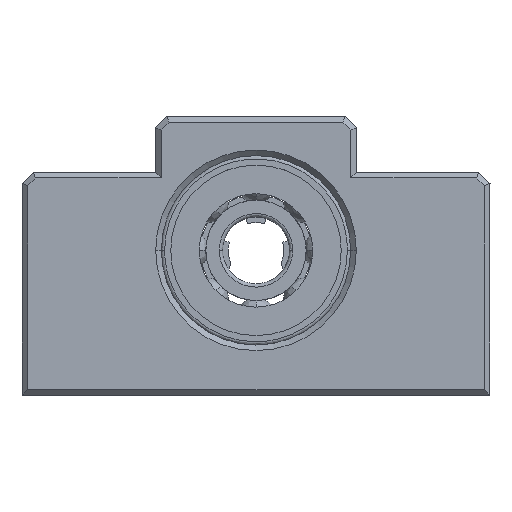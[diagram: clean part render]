
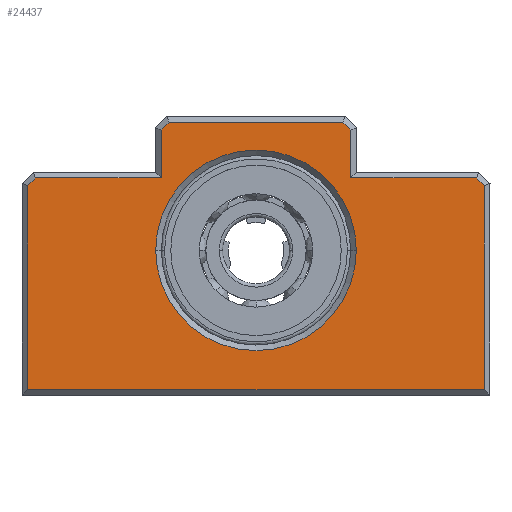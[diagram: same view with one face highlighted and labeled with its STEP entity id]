
A CAD part, top view. The second image highlights one B-rep face of the part: STEP entity #24437.
In plain terms, the highlighted planar face has unit normal (0, 0, 1).
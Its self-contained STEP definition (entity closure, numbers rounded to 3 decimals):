
#234 = EDGE_CURVE ( 'NONE', #6292, #19613, #26181, .T. ) ;
#723 = LINE ( 'NONE', #17732, #19698 ) ;
#1005 = VERTEX_POINT ( 'NONE', #13163 ) ;
#1540 = CARTESIAN_POINT ( 'NONE',  ( -42.641, -13.945, 6. ) ) ;
#1580 = EDGE_CURVE ( 'NONE', #17319, #16706, #14046, .T. ) ;
#1726 = ORIENTED_EDGE ( 'NONE', *, *, #11456, .T. ) ;
#1888 = LINE ( 'NONE', #14698, #24529 ) ;
#2013 = VERTEX_POINT ( 'NONE', #19112 ) ;
#2521 = FACE_OUTER_BOUND ( 'NONE', #13116, .T. ) ;
#2733 = CARTESIAN_POINT ( 'NONE',  ( -1.641, -13.945, 6. ) ) ;
#3003 = LINE ( 'NONE', #14830, #27097 ) ;
#3207 = EDGE_CURVE ( 'NONE', #19613, #3944, #22425, .T. ) ;
#3282 = CARTESIAN_POINT ( 'NONE',  ( -42.641, -13.945, 6. ) ) ;
#3343 = CARTESIAN_POINT ( 'NONE',  ( -42.641, -1.945, 6. ) ) ;
#3532 = ORIENTED_EDGE ( 'NONE', *, *, #29924, .T. ) ;
#3597 = PLANE ( 'NONE',  #29501 ) ;
#3656 = LINE ( 'NONE', #29588, #7674 ) ;
#3703 = DIRECTION ( 'NONE',  ( 0., -1., 0. ) ) ;
#3743 = VERTEX_POINT ( 'NONE', #24451 ) ;
#3944 = VERTEX_POINT ( 'NONE', #7057 ) ;
#4572 = CIRCLE ( 'NONE', #8671, 9. ) ;
#4867 = DIRECTION ( 'NONE',  ( 0., 0., 1. ) ) ;
#5268 = DIRECTION ( 'NONE',  ( 1., 0., 0. ) ) ;
#5658 = CARTESIAN_POINT ( 'NONE',  ( -30.641, -1.945, 6. ) ) ;
#5676 = CARTESIAN_POINT ( 'NONE',  ( -41.934, 5.055, 6. ) ) ;
#5803 = DIRECTION ( 'NONE',  ( 0., 1., 0. ) ) ;
#6097 = EDGE_LOOP ( 'NONE', ( #19705, #13432 ) ) ;
#6292 = VERTEX_POINT ( 'NONE', #26394 ) ;
#6298 = EDGE_CURVE ( 'NONE', #15025, #13247, #6546, .T. ) ;
#6546 = LINE ( 'NONE', #3343, #17055 ) ;
#6920 = DIRECTION ( 'NONE',  ( -1., 0., 0. ) ) ;
#7057 = CARTESIAN_POINT ( 'NONE',  ( -41.934, 5.055, 6. ) ) ;
#7674 = VECTOR ( 'NONE', #20061, 1000. ) ;
#8333 = DIRECTION ( 'NONE',  ( -0.707, -0.707, 0. ) ) ;
#8671 = AXIS2_PLACEMENT_3D ( 'NONE', #9441, #4867, #18684 ) ;
#9125 = ORIENTED_EDGE ( 'NONE', *, *, #28401, .T. ) ;
#9227 = LINE ( 'NONE', #5676, #18304 ) ;
#9441 = CARTESIAN_POINT ( 'NONE',  ( -22.141, -1.445, 6. ) ) ;
#10655 = CARTESIAN_POINT ( 'NONE',  ( -42.641, 4.348, 6. ) ) ;
#10813 = VECTOR ( 'NONE', #5803, 1000. ) ;
#11172 = VERTEX_POINT ( 'NONE', #16268 ) ;
#11303 = ORIENTED_EDGE ( 'NONE', *, *, #17029, .T. ) ;
#11333 = ORIENTED_EDGE ( 'NONE', *, *, #23071, .T. ) ;
#11456 = EDGE_CURVE ( 'NONE', #14194, #2013, #3003, .T. ) ;
#11460 = DIRECTION ( 'NONE',  ( -0.707, 0.707, 0. ) ) ;
#11520 = VECTOR ( 'NONE', #16534, 1000. ) ;
#11855 = CARTESIAN_POINT ( 'NONE',  ( -22.141, 5.055, 6. ) ) ;
#11856 = LINE ( 'NONE', #12047, #11520 ) ;
#12047 = CARTESIAN_POINT ( 'NONE',  ( -29.934, 10.055, 6. ) ) ;
#12109 = EDGE_CURVE ( 'NONE', #13247, #17319, #723, .T. ) ;
#12660 = DIRECTION ( 'NONE',  ( 0., 1., 0. ) ) ;
#13116 = EDGE_LOOP ( 'NONE', ( #22956, #9125, #14787, #16923, #18887, #20387, #11303, #1726, #3532, #11333, #13528, #22192 ) ) ;
#13163 = CARTESIAN_POINT ( 'NONE',  ( -31.141, -1.445, 6. ) ) ;
#13184 = EDGE_CURVE ( 'NONE', #1005, #17096, #13335, .T. ) ;
#13247 = VERTEX_POINT ( 'NONE', #3282 ) ;
#13335 = CIRCLE ( 'NONE', #30276, 9. ) ;
#13388 = VECTOR ( 'NONE', #11460, 1000. ) ;
#13432 = ORIENTED_EDGE ( 'NONE', *, *, #13184, .F. ) ;
#13528 = ORIENTED_EDGE ( 'NONE', *, *, #14029, .T. ) ;
#13832 = CARTESIAN_POINT ( 'NONE',  ( -1.641, 4.348, 6. ) ) ;
#14029 = EDGE_CURVE ( 'NONE', #14865, #6292, #11856, .T. ) ;
#14046 = LINE ( 'NONE', #17371, #10813 ) ;
#14194 = VERTEX_POINT ( 'NONE', #14799 ) ;
#14698 = CARTESIAN_POINT ( 'NONE',  ( -22.141, 10.055, 6. ) ) ;
#14787 = ORIENTED_EDGE ( 'NONE', *, *, #6298, .T. ) ;
#14799 = CARTESIAN_POINT ( 'NONE',  ( -13.641, 5.055, 6. ) ) ;
#14830 = CARTESIAN_POINT ( 'NONE',  ( -13.641, -1.945, 6. ) ) ;
#14865 = VERTEX_POINT ( 'NONE', #26245 ) ;
#15025 = VERTEX_POINT ( 'NONE', #10655 ) ;
#16090 = CARTESIAN_POINT ( 'NONE',  ( -13.141, -1.445, 6. ) ) ;
#16268 = CARTESIAN_POINT ( 'NONE',  ( -14.348, 10.055, 6. ) ) ;
#16534 = DIRECTION ( 'NONE',  ( -0.707, -0.707, 0. ) ) ;
#16706 = VERTEX_POINT ( 'NONE', #13832 ) ;
#16923 = ORIENTED_EDGE ( 'NONE', *, *, #12109, .T. ) ;
#17029 = EDGE_CURVE ( 'NONE', #3743, #14194, #3656, .T. ) ;
#17055 = VECTOR ( 'NONE', #24347, 1000. ) ;
#17096 = VERTEX_POINT ( 'NONE', #16090 ) ;
#17319 = VERTEX_POINT ( 'NONE', #2733 ) ;
#17371 = CARTESIAN_POINT ( 'NONE',  ( -1.641, -1.945, 6. ) ) ;
#17534 = CARTESIAN_POINT ( 'NONE',  ( -1.641, 4.348, 6. ) ) ;
#17732 = CARTESIAN_POINT ( 'NONE',  ( -22.141, -13.945, 6. ) ) ;
#17737 = DIRECTION ( 'NONE',  ( -0.707, 0.707, 0. ) ) ;
#17750 = VECTOR ( 'NONE', #17737, 1000. ) ;
#17838 = DIRECTION ( 'NONE',  ( 1., 0., 0. ) ) ;
#17860 = CARTESIAN_POINT ( 'NONE',  ( -30.641, 5.055, 6. ) ) ;
#18304 = VECTOR ( 'NONE', #8333, 1000. ) ;
#18498 = VECTOR ( 'NONE', #3703, 1000. ) ;
#18684 = DIRECTION ( 'NONE',  ( 1., 0., 0. ) ) ;
#18887 = ORIENTED_EDGE ( 'NONE', *, *, #1580, .T. ) ;
#18973 = DIRECTION ( 'NONE',  ( 0., 0., 1. ) ) ;
#19112 = CARTESIAN_POINT ( 'NONE',  ( -13.641, 9.348, 6. ) ) ;
#19613 = VERTEX_POINT ( 'NONE', #17860 ) ;
#19698 = VECTOR ( 'NONE', #17838, 1000. ) ;
#19705 = ORIENTED_EDGE ( 'NONE', *, *, #26884, .F. ) ;
#20061 = DIRECTION ( 'NONE',  ( -1., 0., 0. ) ) ;
#20086 = DIRECTION ( 'NONE',  ( 1., 0., 0. ) ) ;
#20387 = ORIENTED_EDGE ( 'NONE', *, *, #25877, .T. ) ;
#21792 = LINE ( 'NONE', #23094, #13388 ) ;
#22192 = ORIENTED_EDGE ( 'NONE', *, *, #234, .T. ) ;
#22425 = LINE ( 'NONE', #11855, #29018 ) ;
#22454 = DIRECTION ( 'NONE',  ( 0., 0., 1. ) ) ;
#22956 = ORIENTED_EDGE ( 'NONE', *, *, #3207, .T. ) ;
#23071 = EDGE_CURVE ( 'NONE', #11172, #14865, #1888, .T. ) ;
#23094 = CARTESIAN_POINT ( 'NONE',  ( -13.641, 9.348, 6. ) ) ;
#24347 = DIRECTION ( 'NONE',  ( 0., -1., 0. ) ) ;
#24437 = ADVANCED_FACE ( 'NONE', ( #27726, #2521 ), #3597, .T. ) ;
#24451 = CARTESIAN_POINT ( 'NONE',  ( -2.348, 5.055, 6. ) ) ;
#24529 = VECTOR ( 'NONE', #28793, 1000. ) ;
#25776 = LINE ( 'NONE', #17534, #17750 ) ;
#25877 = EDGE_CURVE ( 'NONE', #16706, #3743, #25776, .T. ) ;
#26181 = LINE ( 'NONE', #5658, #18498 ) ;
#26245 = CARTESIAN_POINT ( 'NONE',  ( -29.934, 10.055, 6. ) ) ;
#26394 = CARTESIAN_POINT ( 'NONE',  ( -30.641, 9.348, 6. ) ) ;
#26884 = EDGE_CURVE ( 'NONE', #17096, #1005, #4572, .T. ) ;
#27097 = VECTOR ( 'NONE', #12660, 1000. ) ;
#27726 = FACE_BOUND ( 'NONE', #6097, .T. ) ;
#28173 = CARTESIAN_POINT ( 'NONE',  ( -22.141, -1.445, 6. ) ) ;
#28401 = EDGE_CURVE ( 'NONE', #3944, #15025, #9227, .T. ) ;
#28793 = DIRECTION ( 'NONE',  ( -1., 0., 0. ) ) ;
#29018 = VECTOR ( 'NONE', #6920, 1000. ) ;
#29501 = AXIS2_PLACEMENT_3D ( 'NONE', #1540, #22454, #20086 ) ;
#29588 = CARTESIAN_POINT ( 'NONE',  ( -22.141, 5.055, 6. ) ) ;
#29924 = EDGE_CURVE ( 'NONE', #2013, #11172, #21792, .T. ) ;
#30276 = AXIS2_PLACEMENT_3D ( 'NONE', #28173, #18973, #5268 ) ;
